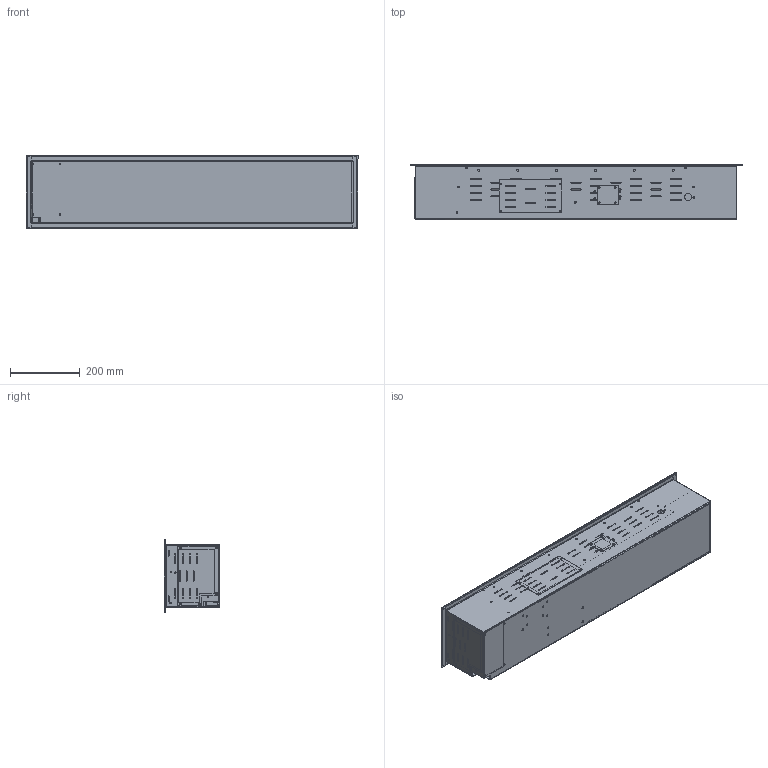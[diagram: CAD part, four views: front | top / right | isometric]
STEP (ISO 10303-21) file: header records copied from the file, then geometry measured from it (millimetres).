
FILE_DESCRIPTION (( 'STEP AP203' ), '1' );
FILE_NAME ('PJ00153-O-03-C.EVO PLUS 600.STEP', '2019-02-27T15:53:30', ( '' ), ( '' ), 'SwSTEP 2.0', 'SolidWorks 2019', '' );
FILE_SCHEMA (( 'CONFIG_CONTROL_DESIGN' ));
Products named in the file (1): PJ00153-O-03-C.EVO PLUS 600
Bounding box: 955 x 160 x 210 mm (x, y, z)
Volume: 2182832.8 mm3; surface area: 2465469.2 mm2
Topology: 81 solids, 81 shells, 2518 faces, 6627 edges, 4274 vertices
Faces by surface type: plane 1389, cylinder 1012, cone 56, bspline 47, torus 13, sphere 1
Full cylindrical faces by diameter (mm): 2 x1, 3.3 x13, 3.5 x6, 3.7 x4, 4 x55, 4.1 x1, 4.2 x14, 4.3 x12, 4.5 x17, 5 x43, 5.3 x15, 5.5 x2, 6 x8, 6.1 x3, 6.4 x5, 6.5 x39, 6.7 x4, 6.9 x1, 8 x3, 10 x4, 10.2 x2, 11 x2, 12 x1, 13 x2, 20 x2, 25 x1, 27.3 x1, 30 x1, 32.5 x1, 33.7 x2
Entity records: 78039 total; most frequent: CARTESIAN_POINT 15362, DIRECTION 12973, ORIENTED_EDGE 12330, EDGE_CURVE 6165, AXIS2_PLACEMENT_3D 4490, VERTEX_POINT 4157, VECTOR 3993, LINE 3993
